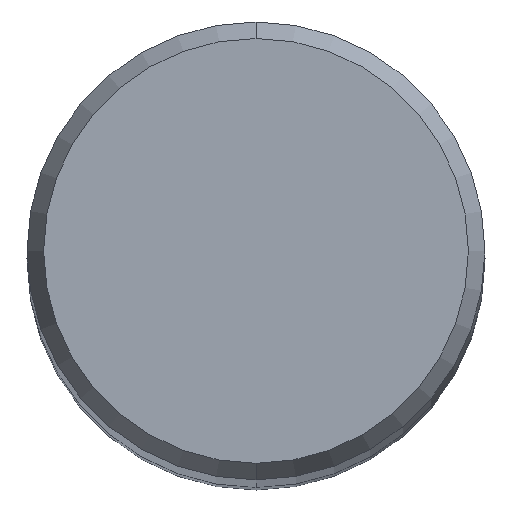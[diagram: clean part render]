
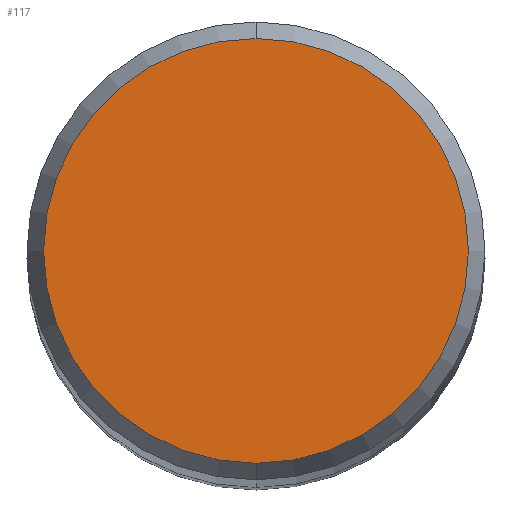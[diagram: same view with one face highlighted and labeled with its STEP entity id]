
A CAD part, top view. The second image highlights one B-rep face of the part: STEP entity #117.
In plain terms, the highlighted planar face has unit normal (0, 0, 1).
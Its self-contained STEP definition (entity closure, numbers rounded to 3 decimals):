
#107=VERTEX_POINT('',#228);
#117=ADVANCED_FACE('',(#240),#241,.T.);
#131=EDGE_CURVE('',#107,#133,#256,.T.);
#133=VERTEX_POINT('',#258);
#167=EDGE_CURVE('',#133,#107,#297,.T.);
#228=CARTESIAN_POINT('',(0.,-2.946,0.0));
#240=FACE_OUTER_BOUND('',#376,.T.);
#241=PLANE('',#377);
#256=CIRCLE('',#398,2.946);
#258=CARTESIAN_POINT('',(0.0,2.946,0.0));
#297=CIRCLE('',#449,2.946);
#376=EDGE_LOOP('',(#508,#509));
#377=AXIS2_PLACEMENT_3D('',#510,#511,#512);
#398=AXIS2_PLACEMENT_3D('',#526,#527,#528);
#449=AXIS2_PLACEMENT_3D('',#586,#587,#588);
#508=ORIENTED_EDGE('',*,*,#167,.F.);
#509=ORIENTED_EDGE('',*,*,#131,.F.);
#510=CARTESIAN_POINT('',(0.0,1.473,0.0));
#511=DIRECTION('',(-0.0,0.0,1.0));
#512=DIRECTION('',(0.0,-1.0,0.0));
#526=CARTESIAN_POINT('',(0.0,0.0,0.0));
#527=DIRECTION('',(0.0,0.0,-1.0));
#528=DIRECTION('',(0.0,1.0,0.0));
#586=CARTESIAN_POINT('',(0.0,0.0,0.0));
#587=DIRECTION('',(0.0,0.0,-1.0));
#588=DIRECTION('',(0.0,1.0,0.0));
